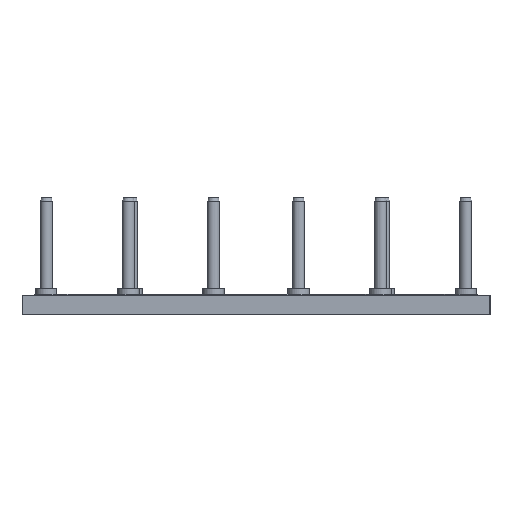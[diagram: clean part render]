
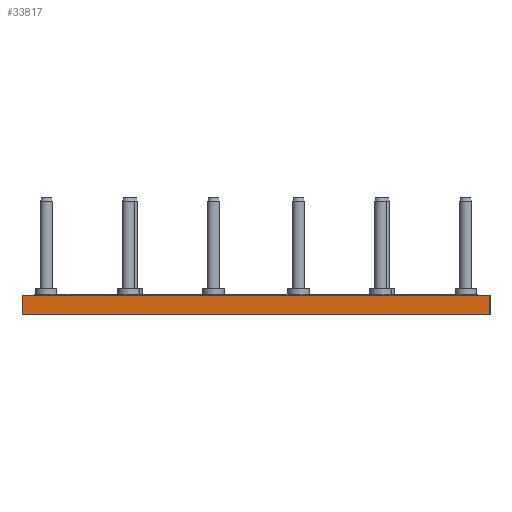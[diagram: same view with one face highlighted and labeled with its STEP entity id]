
A CAD part, left-side view. The second image highlights one B-rep face of the part: STEP entity #33817.
In plain terms, the highlighted planar face has unit normal (-1, 0, 0).
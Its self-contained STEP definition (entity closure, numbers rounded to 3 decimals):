
#377=PLANE('',#35625);
#1994=FACE_OUTER_BOUND('',#3684,.T.);
#3684=EDGE_LOOP('',(#23756,#23757,#23758,#23759));
#5518=LINE('',#46397,#10281);
#5522=LINE('',#46406,#10285);
#5523=LINE('',#46407,#10286);
#5524=LINE('',#46408,#10287);
#10281=VECTOR('',#37675,1.);
#10285=VECTOR('',#37681,1.);
#10286=VECTOR('',#37682,1.);
#10287=VECTOR('',#37683,1.);
#15323=VERTEX_POINT('',#46395);
#15324=VERTEX_POINT('',#46396);
#15327=VERTEX_POINT('',#46404);
#15328=VERTEX_POINT('',#46405);
#18707=EDGE_CURVE('',#15323,#15324,#5518,.T.);
#18711=EDGE_CURVE('',#15327,#15328,#5522,.T.);
#18712=EDGE_CURVE('',#15328,#15324,#5523,.T.);
#18713=EDGE_CURVE('',#15327,#15323,#5524,.T.);
#23756=ORIENTED_EDGE('',*,*,#18711,.T.);
#23757=ORIENTED_EDGE('',*,*,#18712,.T.);
#23758=ORIENTED_EDGE('',*,*,#18707,.F.);
#23759=ORIENTED_EDGE('',*,*,#18713,.F.);
#33817=ADVANCED_FACE('',(#1994),#377,.T.);
#35625=AXIS2_PLACEMENT_3D('',#46403,#37679,#37680);
#37675=DIRECTION('',(0.,0.,1.));
#37679=DIRECTION('center_axis',(-1.,0.,0.));
#37680=DIRECTION('ref_axis',(0.,1.,0.));
#37681=DIRECTION('',(0.,0.,1.));
#37682=DIRECTION('',(0.,1.,0.));
#37683=DIRECTION('',(0.,1.,0.));
#46395=CARTESIAN_POINT('',(50.8,-50.8,0.));
#46396=CARTESIAN_POINT('',(50.8,-50.8,1.6));
#46397=CARTESIAN_POINT('',(50.8,-50.8,0.));
#46403=CARTESIAN_POINT('Origin',(50.8,-89.916,0.));
#46404=CARTESIAN_POINT('',(50.8,-89.916,0.));
#46405=CARTESIAN_POINT('',(50.8,-89.916,1.6));
#46406=CARTESIAN_POINT('',(50.8,-89.916,0.));
#46407=CARTESIAN_POINT('',(50.8,-89.916,1.6));
#46408=CARTESIAN_POINT('',(50.8,-89.916,0.));
